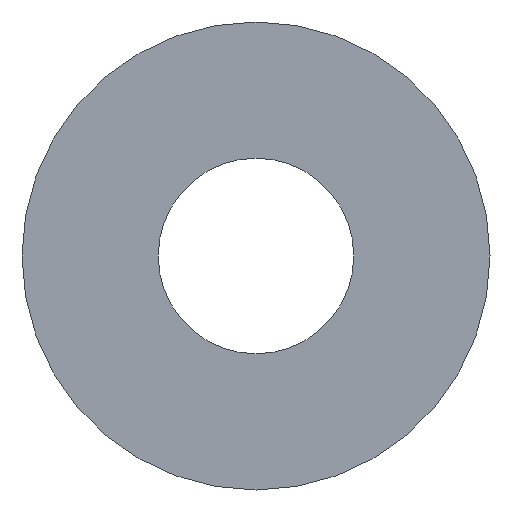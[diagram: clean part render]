
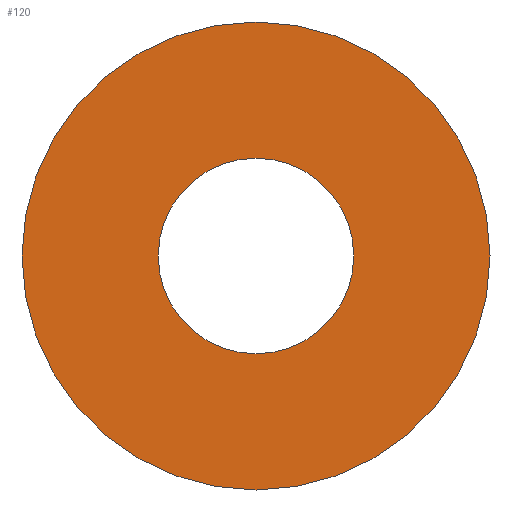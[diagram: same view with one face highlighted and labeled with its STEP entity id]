
A CAD part, left-side view. The second image highlights one B-rep face of the part: STEP entity #120.
In plain terms, the highlighted planar face has unit normal (-1, 0, 0).
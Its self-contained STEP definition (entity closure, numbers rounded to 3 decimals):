
#86 = VERTEX_POINT( '', #200 );
#88 = EDGE_CURVE( '', #132, #112, #202, .T. );
#100 = EDGE_CURVE( '', #112, #132, #216, .T. );
#112 = VERTEX_POINT( '', #229 );
#120 = ADVANCED_FACE( '', ( #237, #238 ), #239, .T. );
#130 = EDGE_CURVE( '', #86, #162, #249, .T. );
#132 = VERTEX_POINT( '', #251 );
#136 = EDGE_CURVE( '', #162, #86, #257, .T. );
#162 = VERTEX_POINT( '', #288 );
#200 = CARTESIAN_POINT( '', ( -50., -16.3, 0. ) );
#202 = CIRCLE( '', #321, 39. );
#216 = CIRCLE( '', #337, 39. );
#229 = CARTESIAN_POINT( '', ( -50., 39., 0. ) );
#237 = FACE_BOUND( '', #364, .T. );
#238 = FACE_OUTER_BOUND( '', #365, .T. );
#239 = PLANE( '', #366 );
#249 = CIRCLE( '', #384, 16.3 );
#251 = CARTESIAN_POINT( '', ( -50., -39., 0. ) );
#257 = CIRCLE( '', #393, 16.3 );
#288 = CARTESIAN_POINT( '', ( -50., 16.3, 0. ) );
#321 = AXIS2_PLACEMENT_3D( '', #461, #462, #463 );
#337 = AXIS2_PLACEMENT_3D( '', #483, #484, #485 );
#364 = EDGE_LOOP( '', ( #507, #508 ) );
#365 = EDGE_LOOP( '', ( #509, #510 ) );
#366 = AXIS2_PLACEMENT_3D( '', #511, #512, #513 );
#384 = AXIS2_PLACEMENT_3D( '', #520, #521, #522 );
#393 = AXIS2_PLACEMENT_3D( '', #531, #532, #533 );
#461 = CARTESIAN_POINT( '', ( -50., 0., 0. ) );
#462 = DIRECTION( '', ( -1., 0., 0. ) );
#463 = DIRECTION( '', ( 0., 1., 0. ) );
#483 = CARTESIAN_POINT( '', ( -50., 0., 0. ) );
#484 = DIRECTION( '', ( -1., 0., 0. ) );
#485 = DIRECTION( '', ( 0., 1., 0. ) );
#507 = ORIENTED_EDGE( '', *, *, #136, .F. );
#508 = ORIENTED_EDGE( '', *, *, #130, .F. );
#509 = ORIENTED_EDGE( '', *, *, #100, .T. );
#510 = ORIENTED_EDGE( '', *, *, #88, .T. );
#511 = CARTESIAN_POINT( '', ( -50., 27.65, 0. ) );
#512 = DIRECTION( '', ( -1., 0., 0. ) );
#513 = DIRECTION( '', ( 0., 1., 0. ) );
#520 = CARTESIAN_POINT( '', ( -50., 0., 0. ) );
#521 = DIRECTION( '', ( -1., 0., 0. ) );
#522 = DIRECTION( '', ( 0., 1., 0. ) );
#531 = CARTESIAN_POINT( '', ( -50., 0., 0. ) );
#532 = DIRECTION( '', ( -1., 0., 0. ) );
#533 = DIRECTION( '', ( 0., 1., 0. ) );
